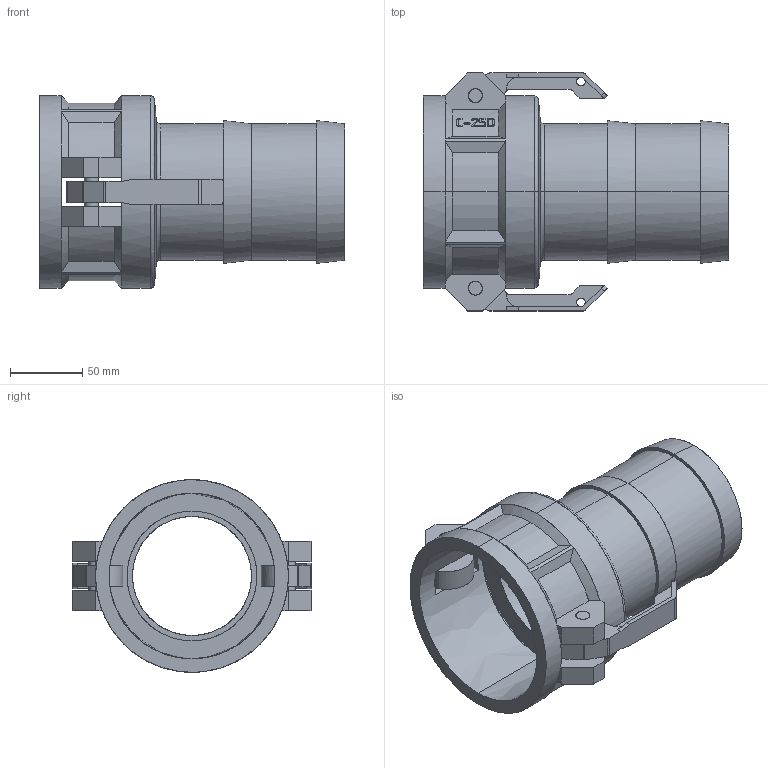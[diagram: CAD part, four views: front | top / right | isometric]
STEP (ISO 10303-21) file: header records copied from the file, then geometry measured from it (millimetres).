
FILE_DESCRIPTION(('FreeCAD Model'),'2;1');
FILE_NAME('Open CASCADE Shape Model','2025-05-04T19:54:26',('FreeCAD'),( 'FreeCAD'),'Open CASCADE STEP processor 7.6','FreeCAD','Unknown');
FILE_SCHEMA(('AUTOMOTIVE_DESIGN { 1 0 10303 214 1 1 1 1 }'));
Products named in the file (1): Open CASCADE STEP translator 7.6 1
Bounding box: 210.76 x 164.42 x 133.03 mm (x, y, z)
Surface area: 196037.3 mm2 (no closed solid volume)
Topology: 0 solids, 297 shells, 297 faces, 3879 edges, 3879 vertices
Faces by surface type: bspline 297
Entity records: 40020 total; most frequent: CARTESIAN_POINT 23054, ORIENTED_EDGE 3879, EDGE_CURVE 3879, VERTEX_POINT 3879, B_SPLINE_CURVE_WITH_KNOTS 3585, FACE_BOUND 325, EDGE_LOOP 325, SHELL_BASED_SURFACE_MODEL 297
